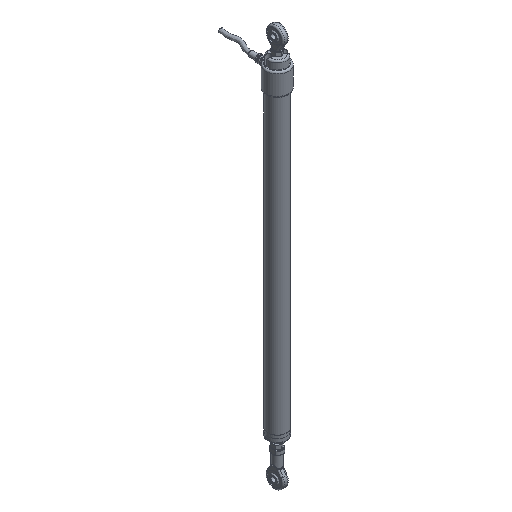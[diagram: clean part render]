
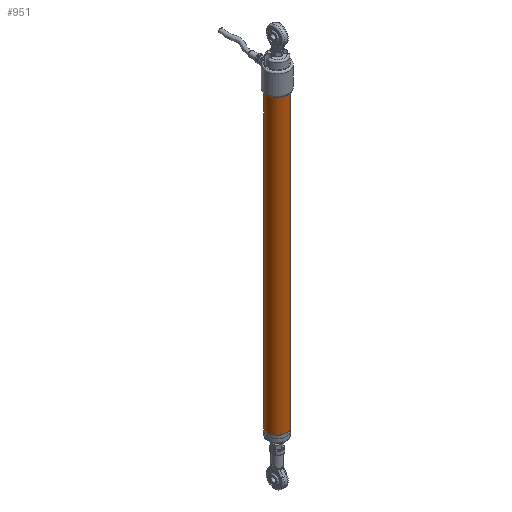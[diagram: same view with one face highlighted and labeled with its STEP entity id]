
A CAD part, isometric view. The second image highlights one B-rep face of the part: STEP entity #951.
In plain terms, the highlighted cylindrical face has radius 9.5 mm (diameter 19 mm), a full revolution.
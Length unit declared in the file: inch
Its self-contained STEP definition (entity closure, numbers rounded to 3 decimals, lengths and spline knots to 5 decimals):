
#941 = EDGE_LOOP ( 'NONE', ( #20953 ) ) ;
#951 = ADVANCED_FACE ( 'NONE', ( #20339, #14954 ), #11312, .T. ) ;
#1120 = EDGE_LOOP ( 'NONE', ( #18452 ) ) ;
#2184 = DIRECTION ( 'NONE',  ( 1., 0., 0. ) ) ;
#2849 = CARTESIAN_POINT ( 'NONE',  ( 0., 0., 0. ) ) ;
#2985 = CARTESIAN_POINT ( 'NONE',  ( 0., 0., -12.16535 ) ) ;
#6628 = CIRCLE ( 'NONE', #21200, 0.37402 ) ;
#6930 = VERTEX_POINT ( 'NONE', #17325 ) ;
#7901 = DIRECTION ( 'NONE',  ( 0., 0., 1. ) ) ;
#8408 = AXIS2_PLACEMENT_3D ( 'NONE', #2985, #7901, #10040 ) ;
#8615 = CARTESIAN_POINT ( 'NONE',  ( 0.37402, 0., -12.16535 ) ) ;
#8801 = EDGE_CURVE ( 'NONE', #6930, #6930, #6628, .T. ) ;
#9794 = DIRECTION ( 'NONE',  ( 0., 0., 1. ) ) ;
#10040 = DIRECTION ( 'NONE',  ( 1., 0., 0. ) ) ;
#10318 = VERTEX_POINT ( 'NONE', #8615 ) ;
#11312 = CYLINDRICAL_SURFACE ( 'NONE', #8408, 0.37402 ) ;
#12532 = EDGE_CURVE ( 'NONE', #10318, #10318, #13373, .T. ) ;
#13373 = CIRCLE ( 'NONE', #14099, 0.37402 ) ;
#14099 = AXIS2_PLACEMENT_3D ( 'NONE', #17483, #17825, #2184 ) ;
#14954 = FACE_OUTER_BOUND ( 'NONE', #1120, .T. ) ;
#17325 = CARTESIAN_POINT ( 'NONE',  ( 0.37402, 0., 0. ) ) ;
#17483 = CARTESIAN_POINT ( 'NONE',  ( 0., 0., -12.16535 ) ) ;
#17825 = DIRECTION ( 'NONE',  ( 0., 0., 1. ) ) ;
#18452 = ORIENTED_EDGE ( 'NONE', *, *, #8801, .F. ) ;
#18834 = DIRECTION ( 'NONE',  ( 1., 0., 0. ) ) ;
#20339 = FACE_OUTER_BOUND ( 'NONE', #941, .T. ) ;
#20953 = ORIENTED_EDGE ( 'NONE', *, *, #12532, .T. ) ;
#21200 = AXIS2_PLACEMENT_3D ( 'NONE', #2849, #9794, #18834 ) ;
